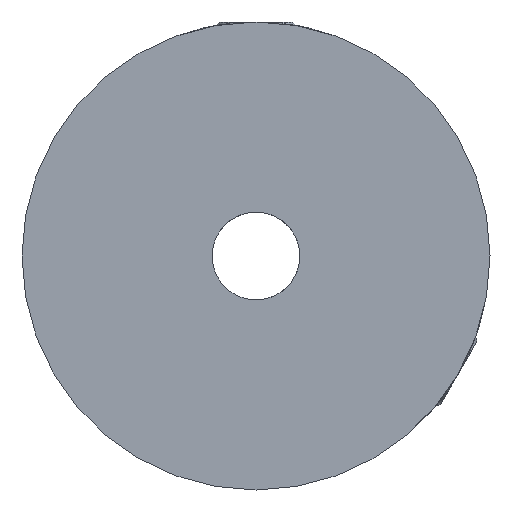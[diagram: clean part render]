
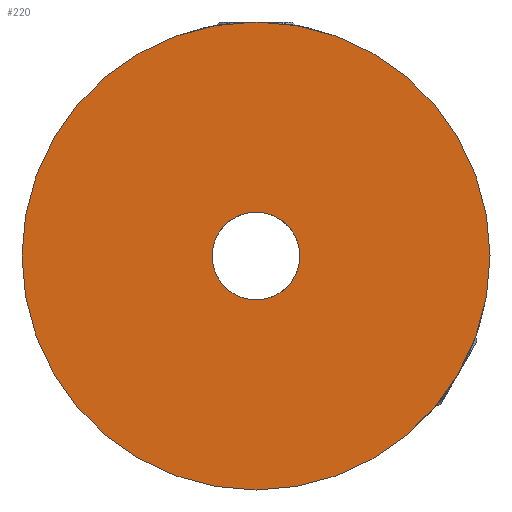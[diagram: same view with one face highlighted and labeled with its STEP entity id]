
A CAD part, left-side view. The second image highlights one B-rep face of the part: STEP entity #220.
In plain terms, the highlighted planar face has unit normal (-1, 0, 0).
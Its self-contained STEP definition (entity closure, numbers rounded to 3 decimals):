
#220 = ADVANCED_FACE( '', ( #585, #586 ), #587, .T. );
#585 = FACE_OUTER_BOUND( '', #1172, .T. );
#586 = FACE_BOUND( '', #1173, .T. );
#587 = PLANE( '', #1174 );
#1172 = EDGE_LOOP( '', ( #1816 ) );
#1173 = EDGE_LOOP( '', ( #1817 ) );
#1174 = AXIS2_PLACEMENT_3D( '', #1818, #1819, #1820 );
#1816 = ORIENTED_EDGE( '', *, *, #2793, .F. );
#1817 = ORIENTED_EDGE( '', *, *, #2825, .T. );
#1818 = CARTESIAN_POINT( '', ( -31.979, 0., 8. ) );
#1819 = DIRECTION( '', ( -1., 0., 0. ) );
#1820 = DIRECTION( '', ( 0., -1., 0. ) );
#2793 = EDGE_CURVE( '', #3203, #3203, #3204, .T. );
#2825 = EDGE_CURVE( '', #3257, #3257, #3258, .T. );
#3203 = VERTEX_POINT( '', #3817 );
#3204 = CIRCLE( '', #3818, 8. );
#3257 = VERTEX_POINT( '', #3988 );
#3258 = CIRCLE( '', #3989, 1.5 );
#3817 = CARTESIAN_POINT( '', ( -31.979, 0., 8. ) );
#3818 = AXIS2_PLACEMENT_3D( '', #4802, #4803, #4804 );
#3988 = CARTESIAN_POINT( '', ( -31.979, 0., 1.5 ) );
#3989 = AXIS2_PLACEMENT_3D( '', #4847, #4848, #4849 );
#4802 = CARTESIAN_POINT( '', ( -31.979, 0., 0. ) );
#4803 = DIRECTION( '', ( 1., 0., 0. ) );
#4804 = DIRECTION( '', ( 0., 0., 1. ) );
#4847 = CARTESIAN_POINT( '', ( -31.979, 0., 0. ) );
#4848 = DIRECTION( '', ( 1., 0., 0. ) );
#4849 = DIRECTION( '', ( 0., 0., 1. ) );
